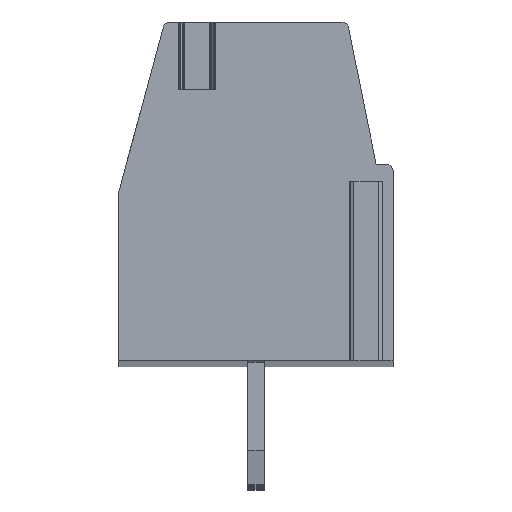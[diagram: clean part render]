
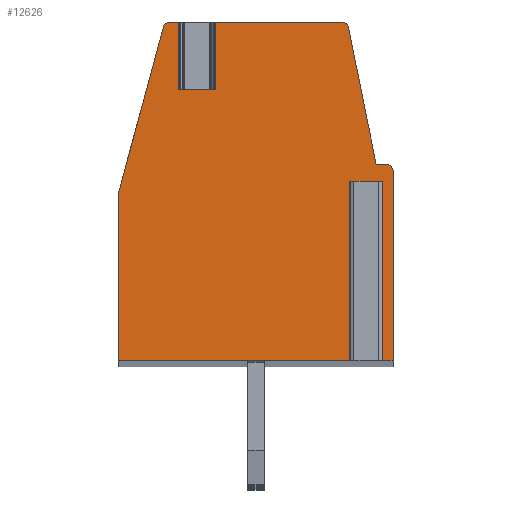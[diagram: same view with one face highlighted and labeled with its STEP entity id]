
A CAD part, top view. The second image highlights one B-rep face of the part: STEP entity #12626.
In plain terms, the highlighted planar face has unit normal (0, 0, 1).
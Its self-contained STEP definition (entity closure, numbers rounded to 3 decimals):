
#394=DIRECTION('',(-1.,0.,0.));
#395=VECTOR('',#394,1.07);
#396=CARTESIAN_POINT('',(-1.21,3.,2.5));
#397=LINE('',#396,#395);
#398=DIRECTION('',(0.,1.,0.));
#399=VECTOR('',#398,2.);
#400=CARTESIAN_POINT('',(-1.21,3.,2.5));
#401=LINE('',#400,#399);
#402=DIRECTION('',(-1.,0.,0.));
#403=VECTOR('',#402,3.746);
#404=CARTESIAN_POINT('',(2.536,5.,2.5));
#405=LINE('',#404,#403);
#406=CARTESIAN_POINT('',(2.536,4.8,2.5));
#407=DIRECTION('',(0.,0.,1.));
#408=DIRECTION('',(0.98,0.198,0.));
#409=AXIS2_PLACEMENT_3D('',#406,#407,#408);
#411=DIRECTION('',(-0.198,0.98,0.));
#412=VECTOR('',#411,4.122);
#413=CARTESIAN_POINT('',(3.55,0.8,2.5));
#414=LINE('',#413,#412);
#415=DIRECTION('',(-1.,0.,0.));
#416=VECTOR('',#415,0.3);
#417=CARTESIAN_POINT('',(3.85,0.8,2.5));
#418=LINE('',#417,#416);
#419=CARTESIAN_POINT('',(3.85,0.6,2.5));
#420=DIRECTION('',(0.,0.,1.));
#421=DIRECTION('',(1.,0.,0.));
#422=AXIS2_PLACEMENT_3D('',#419,#420,#421);
#424=DIRECTION('',(0.,1.,0.));
#425=VECTOR('',#424,5.6);
#426=CARTESIAN_POINT('',(4.05,-5.,2.5));
#427=LINE('',#426,#425);
#428=DIRECTION('',(1.,0.,0.));
#429=VECTOR('',#428,0.495);
#430=CARTESIAN_POINT('',(3.555,-5.,2.5));
#431=LINE('',#430,#429);
#432=DIRECTION('',(0.,1.,0.));
#433=VECTOR('',#432,5.3);
#434=CARTESIAN_POINT('',(3.555,-5.,2.5));
#435=LINE('',#434,#433);
#436=DIRECTION('',(1.,0.,0.));
#437=VECTOR('',#436,0.6);
#438=CARTESIAN_POINT('',(2.955,0.3,2.5));
#439=LINE('',#438,#437);
#440=DIRECTION('',(0.,1.,0.));
#441=VECTOR('',#440,5.3);
#442=CARTESIAN_POINT('',(2.955,-5.,2.5));
#443=LINE('',#442,#441);
#444=DIRECTION('',(1.,0.,0.));
#445=VECTOR('',#444,7.005);
#446=CARTESIAN_POINT('',(-4.05,-5.,2.5));
#447=LINE('',#446,#445);
#448=DIRECTION('',(0.,-1.,0.));
#449=VECTOR('',#448,5.);
#450=CARTESIAN_POINT('',(-4.05,0.,2.5));
#451=LINE('',#450,#449);
#452=DIRECTION('',(-0.261,-0.965,0.));
#453=VECTOR('',#452,5.026);
#454=CARTESIAN_POINT('',(-2.74,4.852,2.5));
#455=LINE('',#454,#453);
#456=CARTESIAN_POINT('',(-2.547,4.8,2.5));
#457=DIRECTION('',(0.,0.,1.));
#458=DIRECTION('',(0.,1.,0.));
#459=AXIS2_PLACEMENT_3D('',#456,#457,#458);
#461=DIRECTION('',(-1.,0.,0.));
#462=VECTOR('',#461,0.267);
#463=CARTESIAN_POINT('',(-2.28,5.,2.5));
#464=LINE('',#463,#462);
#465=DIRECTION('',(0.,1.,0.));
#466=VECTOR('',#465,2.);
#467=CARTESIAN_POINT('',(-2.28,3.,2.5));
#468=LINE('',#467,#466);
#9465=CARTESIAN_POINT('',(4.05,-5.,2.5));
#9466=CARTESIAN_POINT('',(4.05,0.6,2.5));
#9467=VERTEX_POINT('',#9465);
#9468=VERTEX_POINT('',#9466);
#9469=CARTESIAN_POINT('',(3.85,0.8,2.5));
#9470=VERTEX_POINT('',#9469);
#9471=CARTESIAN_POINT('',(3.55,0.8,2.5));
#9472=VERTEX_POINT('',#9471);
#9473=CARTESIAN_POINT('',(2.732,4.84,2.5));
#9474=VERTEX_POINT('',#9473);
#9475=CARTESIAN_POINT('',(2.536,5.,2.5));
#9476=VERTEX_POINT('',#9475);
#9477=CARTESIAN_POINT('',(-2.547,5.,2.5));
#9478=CARTESIAN_POINT('',(-2.74,4.852,2.5));
#9479=VERTEX_POINT('',#9477);
#9480=VERTEX_POINT('',#9478);
#9481=CARTESIAN_POINT('',(-4.05,0.,2.5));
#9482=VERTEX_POINT('',#9481);
#9483=CARTESIAN_POINT('',(-4.05,-5.,2.5));
#9484=VERTEX_POINT('',#9483);
#9501=CARTESIAN_POINT('',(2.955,0.3,2.5));
#9502=CARTESIAN_POINT('',(3.555,0.3,2.5));
#9503=VERTEX_POINT('',#9501);
#9504=VERTEX_POINT('',#9502);
#9505=CARTESIAN_POINT('',(2.955,-5.,2.5));
#9506=VERTEX_POINT('',#9505);
#9507=CARTESIAN_POINT('',(3.555,-5.,2.5));
#9508=VERTEX_POINT('',#9507);
#9577=CARTESIAN_POINT('',(-1.21,3.,2.5));
#9578=CARTESIAN_POINT('',(-2.28,3.,2.5));
#9579=VERTEX_POINT('',#9577);
#9580=VERTEX_POINT('',#9578);
#9581=CARTESIAN_POINT('',(-2.28,5.,2.5));
#9582=VERTEX_POINT('',#9581);
#9583=CARTESIAN_POINT('',(-1.21,5.,2.5));
#9584=VERTEX_POINT('',#9583);
#12586=CARTESIAN_POINT('',(0.,0.,2.5));
#12587=DIRECTION('',(0.,0.,1.));
#12588=DIRECTION('',(1.,0.,0.));
#12589=AXIS2_PLACEMENT_3D('',#12586,#12587,#12588);
#12590=PLANE('',#12589);
#12592=ORIENTED_EDGE('',*,*,#12591,.F.);
#12593=ORIENTED_EDGE('',*,*,#12577,.T.);
#12594=ORIENTED_EDGE('',*,*,#12392,.F.);
#12596=ORIENTED_EDGE('',*,*,#12595,.F.);
#12598=ORIENTED_EDGE('',*,*,#12597,.F.);
#12600=ORIENTED_EDGE('',*,*,#12599,.F.);
#12602=ORIENTED_EDGE('',*,*,#12601,.F.);
#12604=ORIENTED_EDGE('',*,*,#12603,.F.);
#12606=ORIENTED_EDGE('',*,*,#12605,.F.);
#12608=ORIENTED_EDGE('',*,*,#12607,.T.);
#12610=ORIENTED_EDGE('',*,*,#12609,.F.);
#12612=ORIENTED_EDGE('',*,*,#12611,.F.);
#12614=ORIENTED_EDGE('',*,*,#12613,.F.);
#12616=ORIENTED_EDGE('',*,*,#12615,.F.);
#12618=ORIENTED_EDGE('',*,*,#12617,.F.);
#12620=ORIENTED_EDGE('',*,*,#12619,.F.);
#12621=ORIENTED_EDGE('',*,*,#12375,.F.);
#12623=ORIENTED_EDGE('',*,*,#12622,.F.);
#12624=EDGE_LOOP('',(#12592,#12593,#12594,#12596,#12598,#12600,#12602,#12604,
#12606,#12608,#12610,#12612,#12614,#12616,#12618,#12620,#12621,#12623));
#12625=FACE_OUTER_BOUND('',#12624,.F.);
#410=CIRCLE('',#409,0.2);
#423=CIRCLE('',#422,0.2);
#460=CIRCLE('',#459,0.2);
#12375=EDGE_CURVE('',#9582,#9479,#464,.T.);
#12392=EDGE_CURVE('',#9476,#9584,#405,.T.);
#12577=EDGE_CURVE('',#9579,#9584,#401,.T.);
#12591=EDGE_CURVE('',#9579,#9580,#397,.T.);
#12595=EDGE_CURVE('',#9474,#9476,#410,.T.);
#12597=EDGE_CURVE('',#9472,#9474,#414,.T.);
#12599=EDGE_CURVE('',#9470,#9472,#418,.T.);
#12601=EDGE_CURVE('',#9468,#9470,#423,.T.);
#12603=EDGE_CURVE('',#9467,#9468,#427,.T.);
#12605=EDGE_CURVE('',#9508,#9467,#431,.T.);
#12607=EDGE_CURVE('',#9508,#9504,#435,.T.);
#12609=EDGE_CURVE('',#9503,#9504,#439,.T.);
#12611=EDGE_CURVE('',#9506,#9503,#443,.T.);
#12613=EDGE_CURVE('',#9484,#9506,#447,.T.);
#12615=EDGE_CURVE('',#9482,#9484,#451,.T.);
#12617=EDGE_CURVE('',#9480,#9482,#455,.T.);
#12619=EDGE_CURVE('',#9479,#9480,#460,.T.);
#12622=EDGE_CURVE('',#9580,#9582,#468,.T.);
#12626=ADVANCED_FACE('',(#12625),#12590,.T.);
